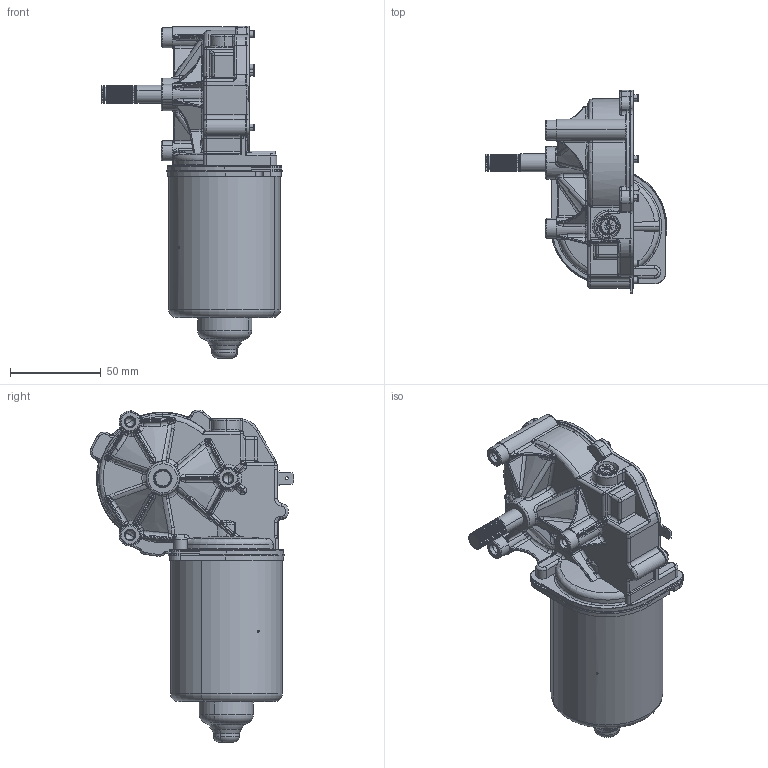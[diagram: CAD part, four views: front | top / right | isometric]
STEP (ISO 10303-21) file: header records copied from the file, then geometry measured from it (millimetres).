
FILE_DESCRIPTION(('CATIA V5 STEP Exchange'),'2;1');
FILE_NAME('404-938-99-99.stp','2009-03-17T14:54:40+00:00',('none'),('none'),'CATIA Version 5 Release 16 (IN-10)','CATIA V5 STEP AP214','none');
FILE_SCHEMA(('AUTOMOTIVE_DESIGN { 1 0 10303 214 1 1 1 1 }'));
Length unit declared in the file: millimetre
Products named in the file (1): 404-938-99-99
Bounding box: 100 x 112.2 x 182.85 mm (x, y, z)
Volume: 132107.8 mm3; surface area: 104839.1 mm2
Topology: 2 solids, 7 shells, 2813 faces, 7289 edges, 4383 vertices
Faces by surface type: cylinder 989, bspline 960, plane 648, cone 149, torus 49, sphere 18
Entity records: 120070 total; most frequent: CARTESIAN_POINT 64095, ORIENTED_EDGE 14276, EDGE_CURVE 7138, DIRECTION 6730, VERTEX_POINT 4383, B_SPLINE_CURVE_WITH_KNOTS 3065, AXIS2_PLACEMENT_3D 3011, EDGE_LOOP 2893
